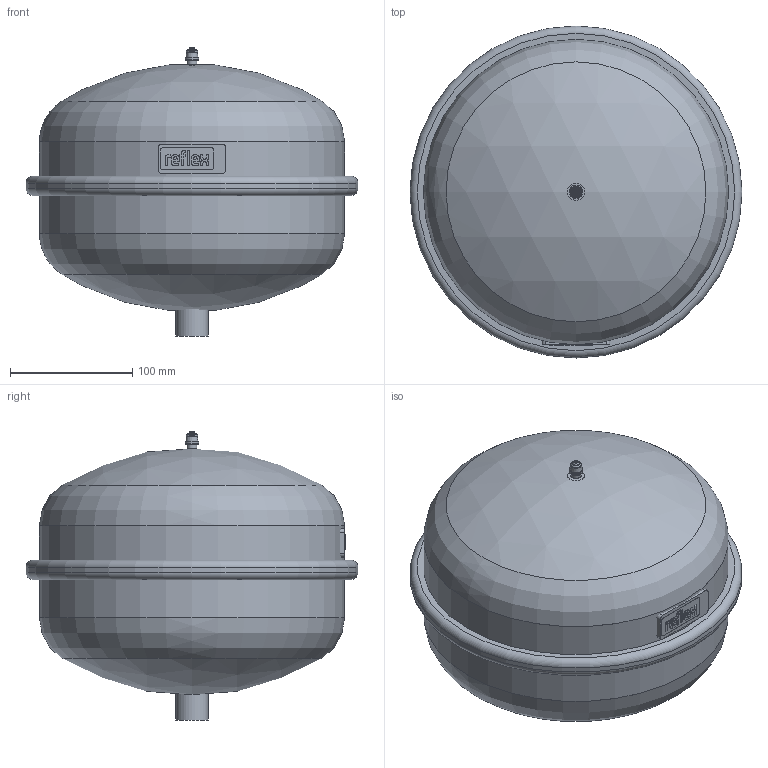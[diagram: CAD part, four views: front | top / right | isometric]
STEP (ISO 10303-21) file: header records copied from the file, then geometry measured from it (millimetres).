
FILE_DESCRIPTION(/* description */ (''),/* implementation_level */ '2;1');
FILE_NAME(/* name */ '3d_ReflexN8_4bar_gray-8202501.stp',/* time_stamp */ '2020-05-25T10:26:21+02:00',/* author */ ('Andrzej'),/* organization */ (''),/* preprocessor_version */ 'ST-DEVELOPER v16.13',/* originating_system */ 'AutoCAD Mechanical',/* authorisation */ '');
FILE_SCHEMA (('AUTOMOTIVE_DESIGN { 1 0 10303 214 3 1 1 }'));
Length unit declared in the file: millimetre
Products named in the file (1): Product
Bounding box: 272 x 272 x 235.97 mm (x, y, z)
Volume: 7964433.5 mm3; surface area: 442107.3 mm2
Topology: 15 solids, 15 shells, 220 faces, 535 edges, 354 vertices
Faces by surface type: plane 115, cylinder 87, cone 7, torus 7, bspline 2, sphere 2
Full cylindrical faces by diameter (mm): 6 x1, 6.202 x1, 8 x1, 8.06 x1, 10 x1, 11 x1, 14 x1, 26.9 x1, 250 x4, 272 x1
Entity records: 6440 total; most frequent: DIRECTION 1140, CARTESIAN_POINT 1137, ORIENTED_EDGE 1014, EDGE_CURVE 507, AXIS2_PLACEMENT_3D 416, VERTEX_POINT 353, LINE 308, VECTOR 308
